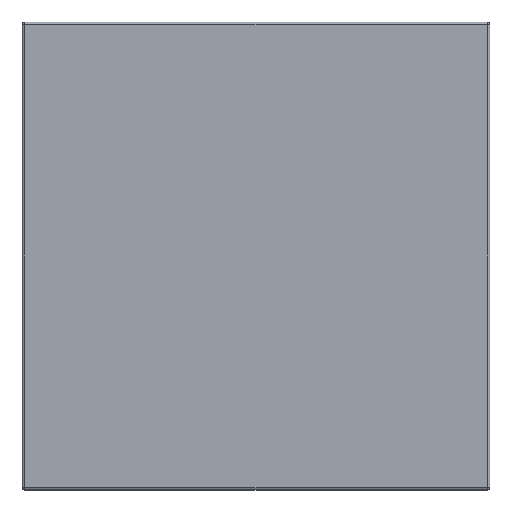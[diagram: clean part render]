
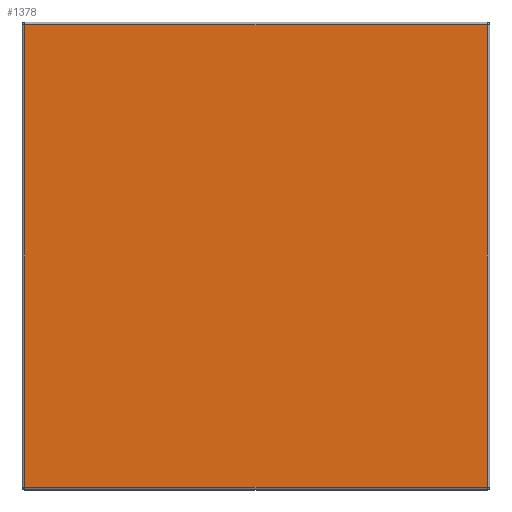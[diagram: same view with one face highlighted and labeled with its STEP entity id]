
A CAD part, front view. The second image highlights one B-rep face of the part: STEP entity #1378.
In plain terms, the highlighted planar face has unit normal (0, -1, 0).
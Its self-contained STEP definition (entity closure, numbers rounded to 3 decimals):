
#128 = CYLINDRICAL_SURFACE('',#129,0.5);
#129 = AXIS2_PLACEMENT_3D('',#130,#131,#132);
#130 = CARTESIAN_POINT('',(-37.5,-74.5,42.));
#131 = DIRECTION('',(1.,0.,0.));
#132 = DIRECTION('',(0.,0.,1.));
#519 = VERTEX_POINT('',#520);
#520 = CARTESIAN_POINT('',(-37.,-75.,42.));
#540 = EDGE_CURVE('',#519,#541,#543,.T.);
#541 = VERTEX_POINT('',#542);
#542 = CARTESIAN_POINT('',(47.,-75.,42.));
#543 = SURFACE_CURVE('',#544,(#548,#554),.PCURVE_S1.);
#544 = LINE('',#545,#546);
#545 = CARTESIAN_POINT('',(-37.5,-75.,42.));
#546 = VECTOR('',#547,1.);
#547 = DIRECTION('',(1.,0.,0.));
#548 = PCURVE('',#128,#549);
#549 = DEFINITIONAL_REPRESENTATION('',(#550),#553);
#550 = B_SPLINE_CURVE_WITH_KNOTS('',1,(#551,#552),.UNSPECIFIED.,.F.,.F.,
  (2,2),(0.5,84.5),.PIECEWISE_BEZIER_KNOTS.);
#551 = CARTESIAN_POINT('',(1.571,0.5));
#552 = CARTESIAN_POINT('',(1.571,84.5));
#553 = ( GEOMETRIC_REPRESENTATION_CONTEXT(2) 
PARAMETRIC_REPRESENTATION_CONTEXT() REPRESENTATION_CONTEXT('2D SPACE',''
  ) );
#554 = PCURVE('',#555,#560);
#555 = PLANE('',#556);
#556 = AXIS2_PLACEMENT_3D('',#557,#558,#559);
#557 = CARTESIAN_POINT('',(5.,-75.,0.));
#558 = DIRECTION('',(0.,1.,0.));
#559 = DIRECTION('',(0.,0.,1.));
#560 = DEFINITIONAL_REPRESENTATION('',(#561),#565);
#561 = LINE('',#562,#563);
#562 = CARTESIAN_POINT('',(42.,-42.5));
#563 = VECTOR('',#564,1.);
#564 = DIRECTION('',(0.,1.));
#565 = ( GEOMETRIC_REPRESENTATION_CONTEXT(2) 
PARAMETRIC_REPRESENTATION_CONTEXT() REPRESENTATION_CONTEXT('2D SPACE',''
  ) );
#984 = CYLINDRICAL_SURFACE('',#985,0.5);
#985 = AXIS2_PLACEMENT_3D('',#986,#987,#988);
#986 = CARTESIAN_POINT('',(-37.,-74.5,-42.5));
#987 = DIRECTION('',(0.,0.,1.));
#988 = DIRECTION('',(-1.,0.,0.));
#1283 = CYLINDRICAL_SURFACE('',#1284,0.5);
#1284 = AXIS2_PLACEMENT_3D('',#1285,#1286,#1287);
#1285 = CARTESIAN_POINT('',(47.,-74.5,42.5));
#1286 = DIRECTION('',(0.,0.,-1.));
#1287 = DIRECTION('',(0.,-1.,0.));
#1378 = ADVANCED_FACE('',(#1379),#555,.F.);
#1379 = FACE_BOUND('',#1380,.F.);
#1380 = EDGE_LOOP('',(#1381,#1403,#1404,#1426));
#1381 = ORIENTED_EDGE('',*,*,#1382,.T.);
#1382 = EDGE_CURVE('',#1383,#519,#1385,.T.);
#1383 = VERTEX_POINT('',#1384);
#1384 = CARTESIAN_POINT('',(-37.,-75.,-42.));
#1385 = SURFACE_CURVE('',#1386,(#1390,#1397),.PCURVE_S1.);
#1386 = LINE('',#1387,#1388);
#1387 = CARTESIAN_POINT('',(-37.,-75.,-42.5));
#1388 = VECTOR('',#1389,1.);
#1389 = DIRECTION('',(0.,0.,1.));
#1390 = PCURVE('',#555,#1391);
#1391 = DEFINITIONAL_REPRESENTATION('',(#1392),#1396);
#1392 = LINE('',#1393,#1394);
#1393 = CARTESIAN_POINT('',(-42.5,-42.));
#1394 = VECTOR('',#1395,1.);
#1395 = DIRECTION('',(1.,0.));
#1396 = ( GEOMETRIC_REPRESENTATION_CONTEXT(2) 
PARAMETRIC_REPRESENTATION_CONTEXT() REPRESENTATION_CONTEXT('2D SPACE',''
  ) );
#1397 = PCURVE('',#984,#1398);
#1398 = DEFINITIONAL_REPRESENTATION('',(#1399),#1402);
#1399 = B_SPLINE_CURVE_WITH_KNOTS('',1,(#1400,#1401),.UNSPECIFIED.,.F.,
  .F.,(2,2),(0.5,84.5),.PIECEWISE_BEZIER_KNOTS.);
#1400 = CARTESIAN_POINT('',(1.571,0.5));
#1401 = CARTESIAN_POINT('',(1.571,84.5));
#1402 = ( GEOMETRIC_REPRESENTATION_CONTEXT(2) 
PARAMETRIC_REPRESENTATION_CONTEXT() REPRESENTATION_CONTEXT('2D SPACE',''
  ) );
#1403 = ORIENTED_EDGE('',*,*,#540,.T.);
#1404 = ORIENTED_EDGE('',*,*,#1405,.T.);
#1405 = EDGE_CURVE('',#541,#1406,#1408,.T.);
#1406 = VERTEX_POINT('',#1407);
#1407 = CARTESIAN_POINT('',(47.,-75.,-42.));
#1408 = SURFACE_CURVE('',#1409,(#1413,#1420),.PCURVE_S1.);
#1409 = LINE('',#1410,#1411);
#1410 = CARTESIAN_POINT('',(47.,-75.,42.5));
#1411 = VECTOR('',#1412,1.);
#1412 = DIRECTION('',(0.,0.,-1.));
#1413 = PCURVE('',#555,#1414);
#1414 = DEFINITIONAL_REPRESENTATION('',(#1415),#1419);
#1415 = LINE('',#1416,#1417);
#1416 = CARTESIAN_POINT('',(42.5,42.));
#1417 = VECTOR('',#1418,1.);
#1418 = DIRECTION('',(-1.,0.));
#1419 = ( GEOMETRIC_REPRESENTATION_CONTEXT(2) 
PARAMETRIC_REPRESENTATION_CONTEXT() REPRESENTATION_CONTEXT('2D SPACE',''
  ) );
#1420 = PCURVE('',#1283,#1421);
#1421 = DEFINITIONAL_REPRESENTATION('',(#1422),#1425);
#1422 = B_SPLINE_CURVE_WITH_KNOTS('',1,(#1423,#1424),.UNSPECIFIED.,.F.,
  .F.,(2,2),(0.5,84.5),.PIECEWISE_BEZIER_KNOTS.);
#1423 = CARTESIAN_POINT('',(0.,0.5));
#1424 = CARTESIAN_POINT('',(0.,84.5));
#1425 = ( GEOMETRIC_REPRESENTATION_CONTEXT(2) 
PARAMETRIC_REPRESENTATION_CONTEXT() REPRESENTATION_CONTEXT('2D SPACE',''
  ) );
#1426 = ORIENTED_EDGE('',*,*,#1427,.T.);
#1427 = EDGE_CURVE('',#1406,#1383,#1428,.T.);
#1428 = SURFACE_CURVE('',#1429,(#1433,#1440),.PCURVE_S1.);
#1429 = LINE('',#1430,#1431);
#1430 = CARTESIAN_POINT('',(47.5,-75.,-42.));
#1431 = VECTOR('',#1432,1.);
#1432 = DIRECTION('',(-1.,0.,0.));
#1433 = PCURVE('',#555,#1434);
#1434 = DEFINITIONAL_REPRESENTATION('',(#1435),#1439);
#1435 = LINE('',#1436,#1437);
#1436 = CARTESIAN_POINT('',(-42.,42.5));
#1437 = VECTOR('',#1438,1.);
#1438 = DIRECTION('',(0.,-1.));
#1439 = ( GEOMETRIC_REPRESENTATION_CONTEXT(2) 
PARAMETRIC_REPRESENTATION_CONTEXT() REPRESENTATION_CONTEXT('2D SPACE',''
  ) );
#1440 = PCURVE('',#1441,#1446);
#1441 = CYLINDRICAL_SURFACE('',#1442,0.5);
#1442 = AXIS2_PLACEMENT_3D('',#1443,#1444,#1445);
#1443 = CARTESIAN_POINT('',(47.5,-74.5,-42.));
#1444 = DIRECTION('',(-1.,0.,0.));
#1445 = DIRECTION('',(0.,-1.,0.));
#1446 = DEFINITIONAL_REPRESENTATION('',(#1447),#1450);
#1447 = B_SPLINE_CURVE_WITH_KNOTS('',1,(#1448,#1449),.UNSPECIFIED.,.F.,
  .F.,(2,2),(0.5,84.5),.PIECEWISE_BEZIER_KNOTS.);
#1448 = CARTESIAN_POINT('',(0.,0.5));
#1449 = CARTESIAN_POINT('',(0.,84.5));
#1450 = ( GEOMETRIC_REPRESENTATION_CONTEXT(2) 
PARAMETRIC_REPRESENTATION_CONTEXT() REPRESENTATION_CONTEXT('2D SPACE',''
  ) );
